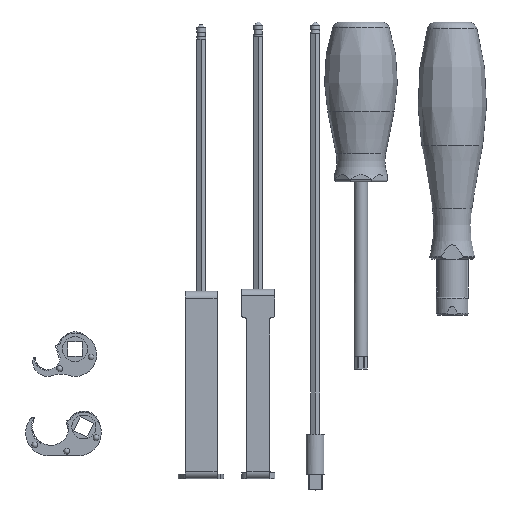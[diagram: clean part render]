
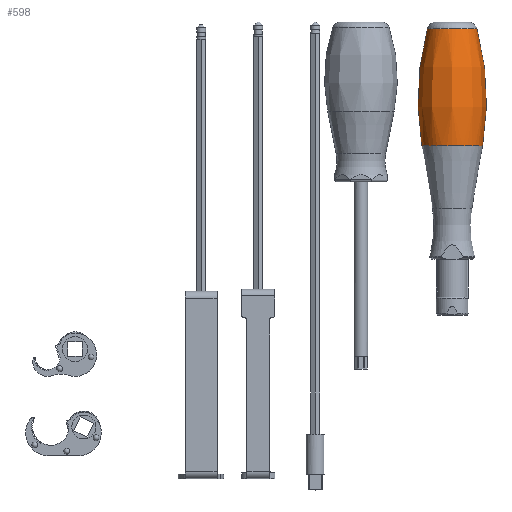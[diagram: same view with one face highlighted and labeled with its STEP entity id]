
A CAD part, left-side view. The second image highlights one B-rep face of the part: STEP entity #598.
In plain terms, the highlighted free-form (B-spline) face has degree [3, 3] with [4, 7] control points.
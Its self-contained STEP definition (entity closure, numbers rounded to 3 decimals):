
#112=(
BOUNDED_SURFACE()
B_SPLINE_SURFACE(3,3,((#9249,#9250,#9251,#9252,#9253,#9254,#9255),(#9256,
#9257,#9258,#9259,#9260,#9261,#9262),(#9263,#9264,#9265,#9266,#9267,#9268,
#9269),(#9270,#9271,#9272,#9273,#9274,#9275,#9276)),.UNSPECIFIED.,.F.,.T.,
 .F.)
B_SPLINE_SURFACE_WITH_KNOTS((4,4),(1,3,3,3,1),(0.,1.),(-0.5,0.,0.5,1.,1.5),
 .UNSPECIFIED.)
GEOMETRIC_REPRESENTATION_ITEM()
RATIONAL_B_SPLINE_SURFACE(((1.,0.333,0.333,1.,0.333,
0.333,1.),(0.984,0.328,0.328,
0.984,0.328,0.328,0.984),
(0.984,0.328,0.328,0.984,
0.328,0.328,0.984),(1.,0.333,
0.333,1.,0.333,0.333,1.)))
REPRESENTATION_ITEM('')
SURFACE()
);
#598=ADVANCED_FACE('',(#1211,#1212),#112,.T.);
#1211=FACE_BOUND('',#1326,.T.);
#1212=FACE_BOUND('',#1327,.T.);
#1326=EDGE_LOOP('',(#2037));
#1327=EDGE_LOOP('',(#2038));
#1761=CIRCLE('',#6655,13.318);
#1762=CIRCLE('',#6657,10.841);
#2037=ORIENTED_EDGE('',*,*,#4508,.F.);
#2038=ORIENTED_EDGE('',*,*,#4507,.T.);
#3877=VERTEX_POINT('',#9245);
#3878=VERTEX_POINT('',#9248);
#4507=EDGE_CURVE('',#3877,#3877,#1761,.T.);
#4508=EDGE_CURVE('',#3878,#3878,#1762,.T.);
#6655=AXIS2_PLACEMENT_3D('',#9244,#7326,#7327);
#6657=AXIS2_PLACEMENT_3D('',#9247,#7330,#7331);
#7326=DIRECTION('',(0.,0.,1.));
#7327=DIRECTION('',(1.,0.,0.));
#7330=DIRECTION('',(0.,0.,1.));
#7331=DIRECTION('',(1.,0.,0.));
#9244=CARTESIAN_POINT('',(0.,0.,74.304));
#9245=CARTESIAN_POINT('',(13.318,0.,74.304));
#9247=CARTESIAN_POINT('',(0.,0.,125.546));
#9248=CARTESIAN_POINT('',(10.841,0.,125.546));
#9249=CARTESIAN_POINT('',(10.841,0.,125.546));
#9250=CARTESIAN_POINT('',(10.841,21.682,125.546));
#9251=CARTESIAN_POINT('',(-10.841,21.682,125.546));
#9252=CARTESIAN_POINT('',(-10.841,0.,125.546));
#9253=CARTESIAN_POINT('',(-10.841,-21.682,125.546));
#9254=CARTESIAN_POINT('',(10.841,-21.682,125.546));
#9255=CARTESIAN_POINT('',(10.841,0.,125.546));
#9256=CARTESIAN_POINT('',(15.383,0.,108.78));
#9257=CARTESIAN_POINT('',(15.383,30.765,108.78));
#9258=CARTESIAN_POINT('',(-15.383,30.765,108.78));
#9259=CARTESIAN_POINT('',(-15.383,0.,108.78));
#9260=CARTESIAN_POINT('',(-15.383,-30.765,108.78));
#9261=CARTESIAN_POINT('',(15.383,-30.765,108.78));
#9262=CARTESIAN_POINT('',(15.383,0.,108.78));
#9263=CARTESIAN_POINT('',(16.221,0.,91.43));
#9264=CARTESIAN_POINT('',(16.221,32.443,91.43));
#9265=CARTESIAN_POINT('',(-16.221,32.443,91.43));
#9266=CARTESIAN_POINT('',(-16.221,0.,91.43));
#9267=CARTESIAN_POINT('',(-16.221,-32.443,91.43));
#9268=CARTESIAN_POINT('',(16.221,-32.443,91.43));
#9269=CARTESIAN_POINT('',(16.221,0.,91.43));
#9270=CARTESIAN_POINT('',(13.318,0.,74.304));
#9271=CARTESIAN_POINT('',(13.318,26.637,74.304));
#9272=CARTESIAN_POINT('',(-13.318,26.637,74.304));
#9273=CARTESIAN_POINT('',(-13.318,0.,74.304));
#9274=CARTESIAN_POINT('',(-13.318,-26.637,74.304));
#9275=CARTESIAN_POINT('',(13.318,-26.637,74.304));
#9276=CARTESIAN_POINT('',(13.318,0.,74.304));
